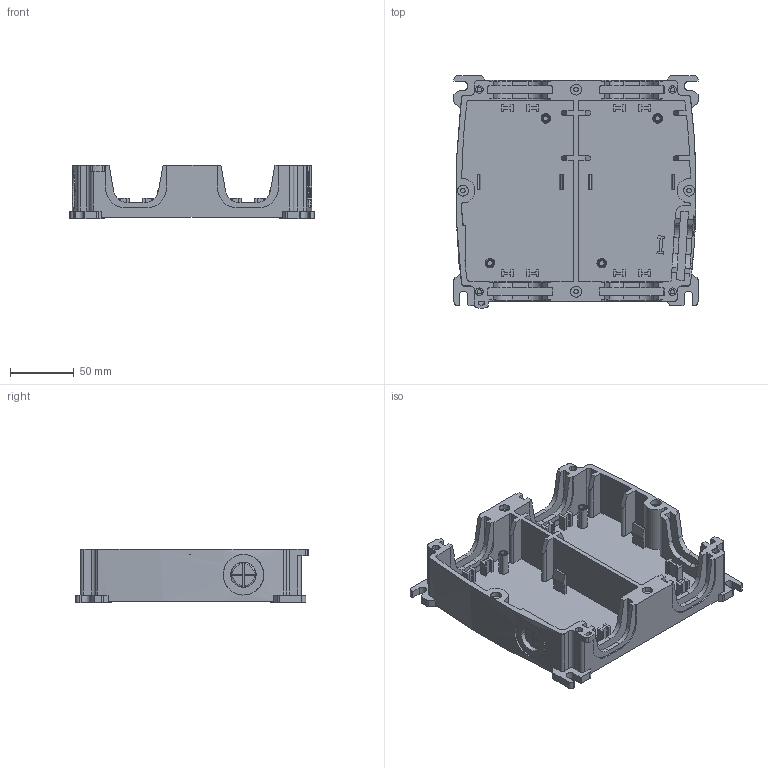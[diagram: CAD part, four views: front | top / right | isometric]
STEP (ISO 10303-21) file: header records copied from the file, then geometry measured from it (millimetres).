
FILE_DESCRIPTION(('CATIA V5 STEP Exchange','CAx-IF Rec.Pracs.--- Model Styling and Organization---1.4--- 2014-01-23'),'2;1');
FILE_NAME ('D1448631_1_1121980000_1121980000.stp','2022-03-31T09:04:07+00:00',('none'),('Weidmueller'),'CATIA Version 5-6 Release 2016 SP3 HF44','CATIA V5 STEP AP214','none');
FILE_SCHEMA(('AUTOMOTIVE_DESIGN { 1 0 10303 214 1 1 1 1 }'));
Length unit declared in the file: millimetre
Products named in the file (1): 1121980000
Bounding box: 192 x 183 x 42 mm (x, y, z)
Volume: 303425.4 mm3; surface area: 148686.4 mm2
Topology: 2 solids, 2 shells, 665 faces, 1836 edges, 1221 vertices
Faces by surface type: plane 395, cylinder 248, cone 14, torus 8
Entity records: 20378 total; most frequent: CARTESIAN_POINT 3863, ORIENTED_EDGE 3672, DIRECTION 2571, EDGE_CURVE 1836, VECTOR 1282, LINE 1282, VERTEX_POINT 1221, AXIS2_PLACEMENT_3D 902
